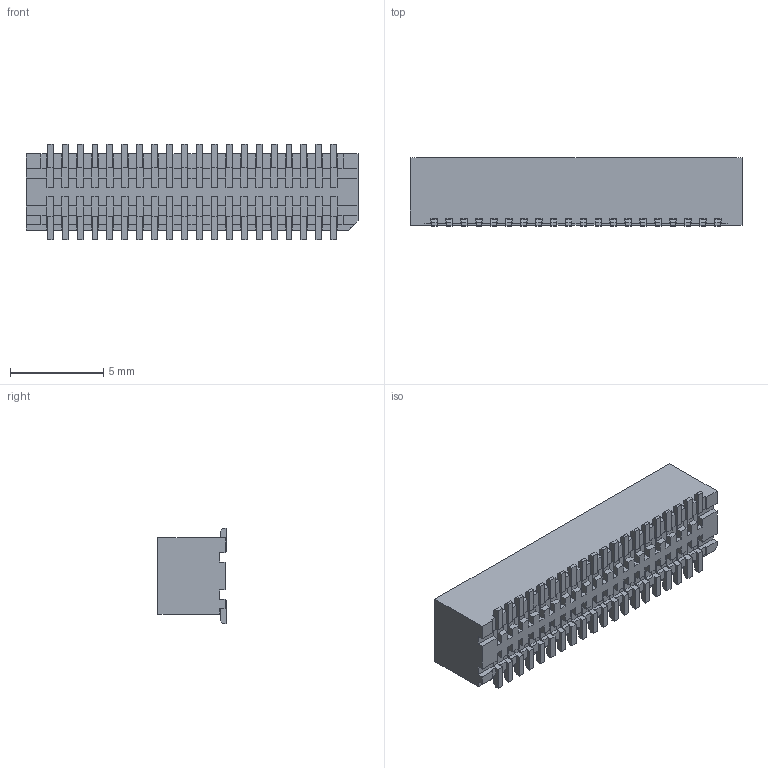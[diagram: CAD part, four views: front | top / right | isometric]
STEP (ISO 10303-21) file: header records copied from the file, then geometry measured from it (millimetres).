
FILE_DESCRIPTION((''),'2;1');
FILE_NAME('533074071','2016-10-03T',('rlalsangi'),(''),'PRO/ENGINEER BY PARAMETRIC TECHNOLOGY CORPORATION, 2012310','PRO/ENGINEER BY PARAMETRIC TECHNOLOGY CORPORATION, 2012310','');
FILE_SCHEMA(('CONFIG_CONTROL_DESIGN'));
Length unit declared in the file: millimetre
Products named in the file (1): 533074071
Bounding box: 17.8 x 3.65 x 5.1 mm (x, y, z)
Volume: 141.4 mm3; surface area: 704.4 mm2
Topology: 1 solids, 1 shells, 1707 faces, 5058 edges, 3394 vertices
Faces by surface type: plane 1707
Entity records: 55547 total; most frequent: CARTESIAN_POINT 10000, ORIENTED_EDGE 9796, DIRECTION 8474, VECTOR 5058, LINE 5058, EDGE_CURVE 4898, VERTEX_POINT 3234, EDGE_LOOP 1748
